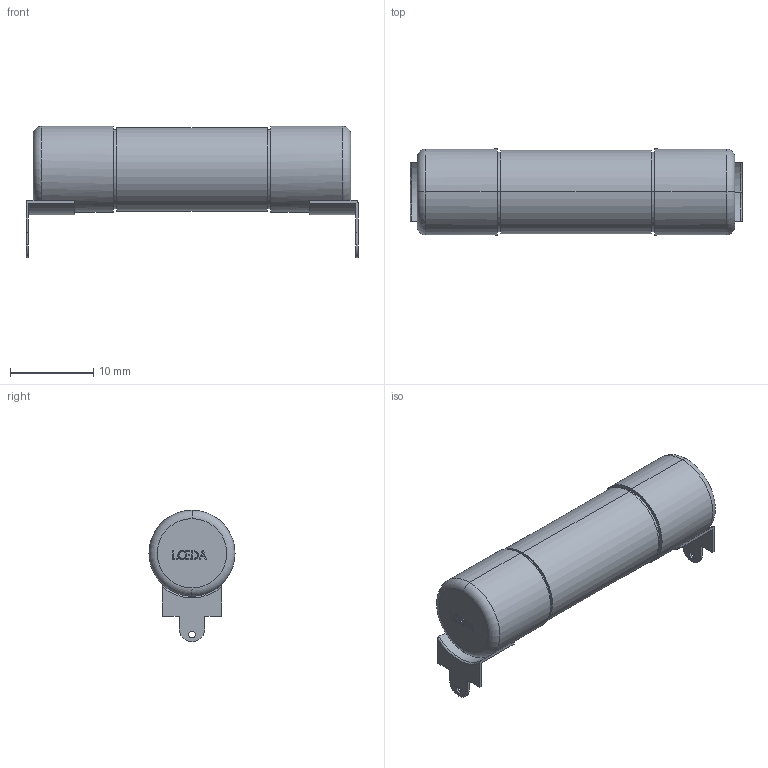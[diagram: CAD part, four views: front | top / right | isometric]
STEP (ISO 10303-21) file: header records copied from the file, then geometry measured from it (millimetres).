
FILE_DESCRIPTION (( 'STEP AP214' ), '1' );
FILE_NAME ('FUSE-TH_0SPF030.HXR.step', '2022-06-28T10:44:21', ( '' ), ( '' ), 'SwSTEP 2.0', 'SolidWorks 2020', '' );
FILE_SCHEMA (( 'AUTOMOTIVE_DESIGN' ));
Length unit declared in the file: millimetre
Products named in the file (1): FUSE-TH_0SPF030.HXR
Bounding box: 39.8 x 10.31 x 15.75 mm (x, y, z)
Volume: 3108.5 mm3; surface area: 1579.7 mm2
Topology: 1 solids, 1 shells, 337 faces, 907 edges, 602 vertices
Faces by surface type: plane 195, bspline 112, cylinder 23, torus 7
Entity records: 15453 total; most frequent: CARTESIAN_POINT 3971, ORIENTED_EDGE 1814, DIRECTION 1190, EDGE_CURVE 907, LINE 612, VECTOR 612, VERTEX_POINT 602, EDGE_LOOP 371
